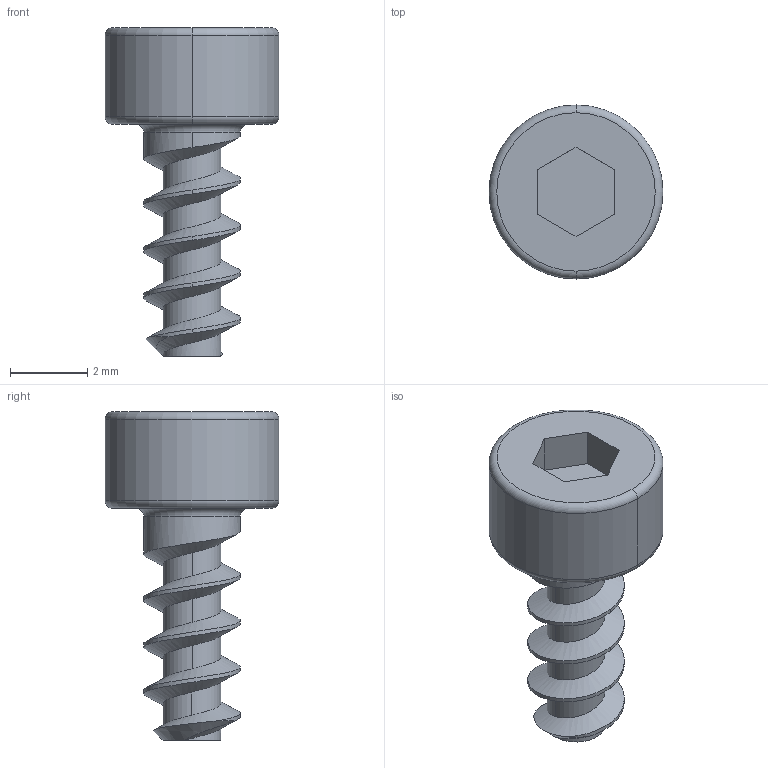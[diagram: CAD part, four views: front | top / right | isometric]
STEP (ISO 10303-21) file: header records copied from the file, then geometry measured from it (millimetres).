
FILE_DESCRIPTION (( 'STEP AP203' ), '1' );
FILE_NAME ('2152-A.STEP', '2015-11-23T18:07:28', ( '' ), ( '' ), 'SwSTEP 2.0', 'SolidWorks 2015', '' );
FILE_SCHEMA (( 'CONFIG_CONTROL_DESIGN' ));
Length unit declared in the file: millimetre
Products named in the file (1): 2152-A
Bounding box: 4.5 x 4.5 x 8.5 mm (x, y, z)
Volume: 53 mm3; surface area: 120.7 mm2
Topology: 1 solids, 1 shells, 42 faces, 107 edges, 69 vertices
Faces by surface type: cylinder 23, plane 11, torus 5, bspline 2, cone 1
Entity records: 1804 total; most frequent: CARTESIAN_POINT 824, ORIENTED_EDGE 214, DIRECTION 166, EDGE_CURVE 107, VERTEX_POINT 69, AXIS2_PLACEMENT_3D 61, EDGE_LOOP 44, LINE 44
